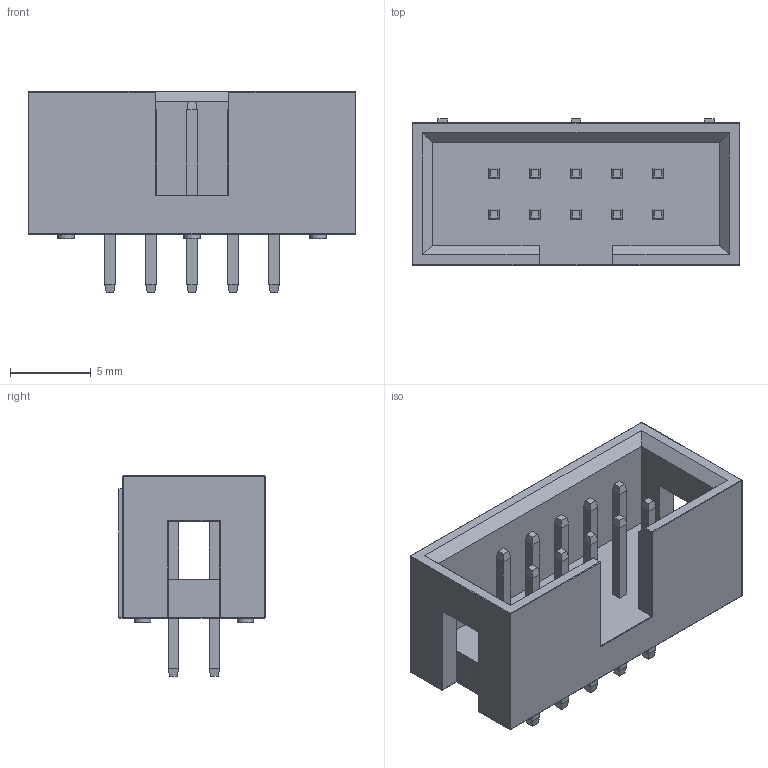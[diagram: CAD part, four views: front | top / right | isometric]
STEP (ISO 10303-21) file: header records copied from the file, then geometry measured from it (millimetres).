
FILE_DESCRIPTION(/* description */ ('Unknown'),/* implementation_level */ '2;1');
FILE_NAME(/* name */ 'BHR-10-VUA',/* time_stamp */ '2024-07-12T11:09:41+02:00',/* author */ ('Unknown'),/* organization */ ('Unknown'),/* preprocessor_version */ 'ST-DEVELOPER v18.102',/* originating_system */ 'Solid Edge',/* authorisation */ 'Unknown');
FILE_SCHEMA (('AUTOMOTIVE_DESIGN {1 0 10303 214 3 1 1}'));
Length unit declared in the file: millimetre
Products named in the file (1): BHR-10-VUA
Bounding box: 20.3 x 9.04 x 12.4 mm (x, y, z)
Volume: 800.2 mm3; surface area: 1354 mm2
Topology: 1 solids, 1 shells, 299 faces, 683 edges, 394 vertices
Faces by surface type: plane 225, cylinder 54, sphere 14, torus 6
Full cylindrical faces by diameter (mm): 1 x6
Entity records: 10014 total; most frequent: DIRECTION 1339, CARTESIAN_POINT 1339, ORIENTED_EDGE 1302, EDGE_CURVE 651, LINE 563, VECTOR 563, VERTEX_POINT 388, AXIS2_PLACEMENT_3D 388
